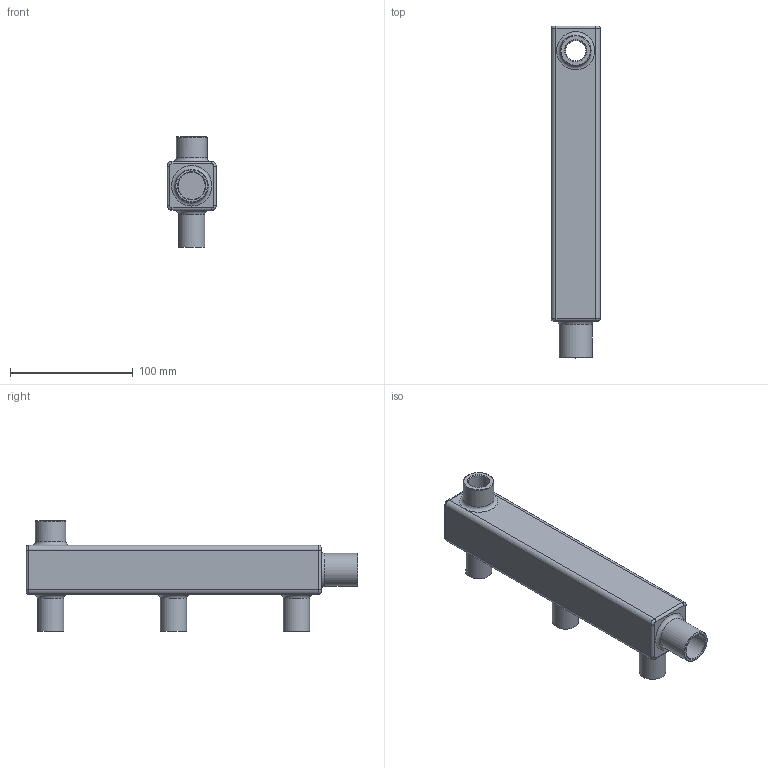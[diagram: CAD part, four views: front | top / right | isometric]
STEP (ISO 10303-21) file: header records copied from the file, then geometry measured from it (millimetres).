
FILE_DESCRIPTION(('STEP AP203'), '1');
FILE_NAME('DMSS-20-15x3.17', '', ('UNSPECIFIED'), ('UNSPECIFIED'), 'ASCON STEP Converter 1.6', 'ASCON Math Kernel', '');
FILE_SCHEMA(('CONFIG_CONTROL_DESIGN'));
Length unit declared in the file: millimetre
Bounding box: 40.55 x 270 x 90 mm (x, y, z)
Volume: 98354.3 mm3; surface area: 90990 mm2
Topology: 1 solids, 1 shells, 331 faces, 903 edges, 595 vertices
Faces by surface type: bspline 171, plane 107, cylinder 33, torus 13, cone 7
Full cylindrical faces by diameter (mm): 16.3 x3, 17.071 x1, 21.3 x3, 22 x1, 24 x1, 25 x2, 26.8 x1
Entity records: 17084 total; most frequent: CARTESIAN_POINT 7483, ORIENTED_EDGE 1758, EDGE_CURVE 879, DIRECTION 808, VERTEX_POINT 595, B_SPLINE_CURVE_WITH_KNOTS 484, EDGE_LOOP 384, FACE_BOUND 350
